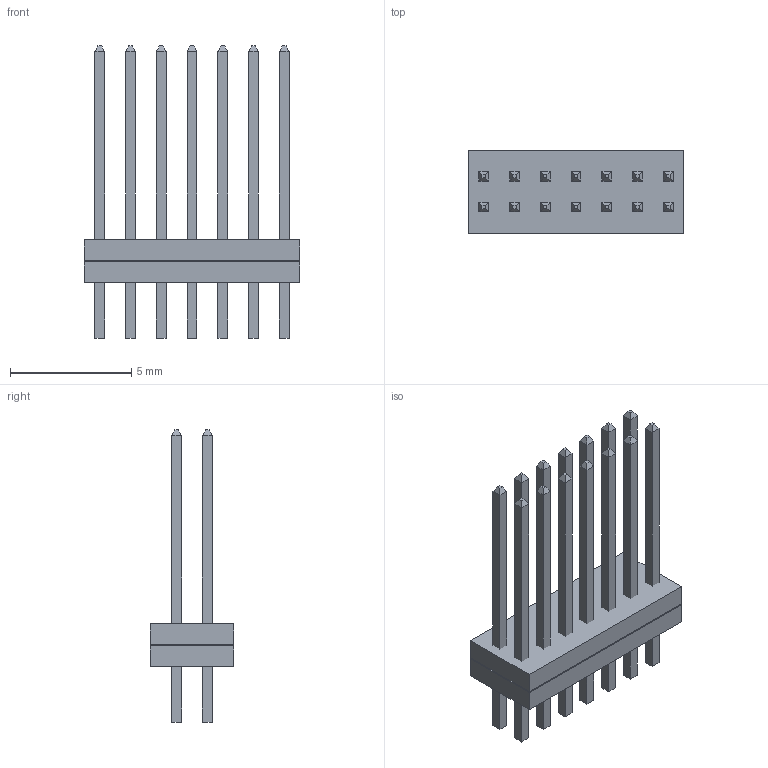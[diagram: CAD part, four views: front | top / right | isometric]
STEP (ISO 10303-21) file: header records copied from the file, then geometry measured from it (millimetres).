
FILE_DESCRIPTION(('FreeCAD Model'),'2;1');
FILE_NAME('Open CASCADE Shape Model','2025-01-25T11:46:17',(''),(''), 'Open CASCADE STEP processor 7.8','FreeCAD','Unknown');
FILE_SCHEMA(('AUTOMOTIVE_DESIGN { 1 0 10303 214 1 1 1 1 }'));
Length unit declared in the file: millimetre
Products named in the file (5): FW-07-04-G-D-070-315; FW-07-04-G-D-070-315_bottom_body; FW-07-04-G-D-070-315_pins1; FW-07-04-G-D-070-070_pins2; FW-07-04-G-D-070-315_top_body
Assembly tree (4 placements, depth 2):
  FW-07-04-G-D-070-315
    FW-07-04-G-D-070-315_bottom_body
    FW-07-04-G-D-070-315_pins1
    FW-07-04-G-D-070-070_pins2
    FW-07-04-G-D-070-315_top_body
Bounding box: 8.89 x 3.43 x 12.06 mm (x, y, z)
Volume: 86.2 mm3; surface area: 491.1 mm2
Topology: 4 solids, 4 shells, 184 faces, 472 edges, 296 vertices
Faces by surface type: plane 184
Entity records: 5506 total; most frequent: CARTESIAN_POINT 957, ORIENTED_EDGE 944, DIRECTION 850, EDGE_CURVE 472, LINE 472, VECTOR 472, VERTEX_POINT 296, AXIS2_PLACEMENT_3D 189
